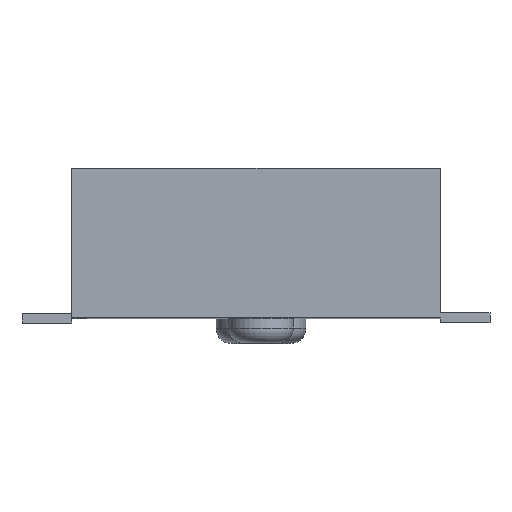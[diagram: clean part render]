
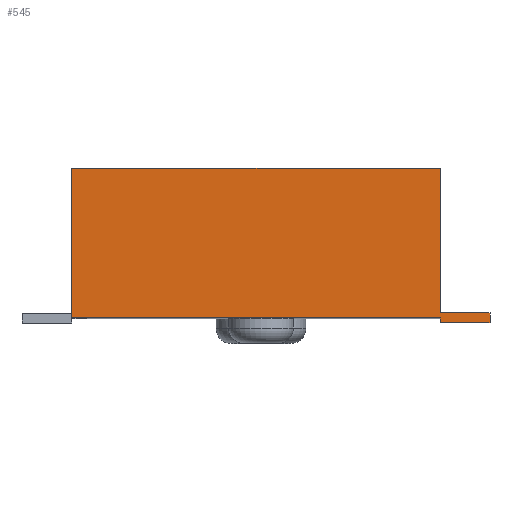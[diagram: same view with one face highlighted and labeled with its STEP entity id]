
A CAD part, top view. The second image highlights one B-rep face of the part: STEP entity #545.
In plain terms, the highlighted planar face has unit normal (0, 0, 1).
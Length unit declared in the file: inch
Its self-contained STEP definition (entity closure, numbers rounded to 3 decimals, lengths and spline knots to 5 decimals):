
#45 = ORIENTED_EDGE ( 'NONE', *, *, #470, .F. ) ;
#105 = VECTOR ( 'NONE', #1673, 39.37008 ) ;
#117 = ORIENTED_EDGE ( 'NONE', *, *, #3204, .F. ) ;
#181 = LINE ( 'NONE', #1177, #840 ) ;
#243 = EDGE_CURVE ( 'NONE', #2051, #1887, #588, .T. ) ;
#253 = VECTOR ( 'NONE', #1840, 39.37008 ) ;
#304 = CARTESIAN_POINT ( 'NONE',  ( 0.14173, 0.06496, 0.40945 ) ) ;
#432 = DIRECTION ( 'NONE',  ( 0., -1., 0. ) ) ;
#470 = EDGE_CURVE ( 'NONE', #2051, #1383, #2427, .T. ) ;
#508 = CARTESIAN_POINT ( 'NONE',  ( 0.14173, -0.05709, 0.40945 ) ) ;
#544 = CARTESIAN_POINT ( 'NONE',  ( -0.14961, -0.05315, 0.40945 ) ) ;
#545 = ADVANCED_FACE ( 'NONE', ( #1515 ), #3015, .F. ) ;
#588 = LINE ( 'NONE', #2395, #253 ) ;
#628 = CARTESIAN_POINT ( 'NONE',  ( 0.14173, -0.04921, 0.40945 ) ) ;
#683 = EDGE_LOOP ( 'NONE', ( #2929, #2950, #1838, #2114, #1606, #2949, #117, #45 ) ) ;
#748 = EDGE_CURVE ( 'NONE', #1887, #1077, #758, .T. ) ;
#758 = LINE ( 'NONE', #910, #105 ) ;
#812 = EDGE_CURVE ( 'NONE', #961, #1374, #3224, .T. ) ;
#840 = VECTOR ( 'NONE', #432, 39.37008 ) ;
#910 = CARTESIAN_POINT ( 'NONE',  ( 0.14173, 0.06496, 0.40945 ) ) ;
#928 = DIRECTION ( 'NONE',  ( 0., -1., 0. ) ) ;
#961 = VERTEX_POINT ( 'NONE', #1110 ) ;
#974 = CARTESIAN_POINT ( 'NONE',  ( -0.14961, -0.05315, 0.40945 ) ) ;
#1041 = EDGE_CURVE ( 'NONE', #1374, #1548, #1172, .T. ) ;
#1076 = VECTOR ( 'NONE', #1536, 39.37008 ) ;
#1077 = VERTEX_POINT ( 'NONE', #2546 ) ;
#1110 = CARTESIAN_POINT ( 'NONE',  ( -0.14961, 0.06496, 0.40945 ) ) ;
#1172 = LINE ( 'NONE', #974, #2189 ) ;
#1177 = CARTESIAN_POINT ( 'NONE',  ( 0.14173, -0.04921, 0.40945 ) ) ;
#1374 = VERTEX_POINT ( 'NONE', #544 ) ;
#1383 = VERTEX_POINT ( 'NONE', #1733 ) ;
#1423 = CARTESIAN_POINT ( 'NONE',  ( 0.1811, -0.04921, 0.40945 ) ) ;
#1436 = DIRECTION ( 'NONE',  ( -1., 0., 0. ) ) ;
#1515 = FACE_OUTER_BOUND ( 'NONE', #683, .T. ) ;
#1536 = DIRECTION ( 'NONE',  ( -1., 0., 0. ) ) ;
#1548 = VERTEX_POINT ( 'NONE', #3122 ) ;
#1580 = CARTESIAN_POINT ( 'NONE',  ( -0.14961, 0.06496, 0.40945 ) ) ;
#1606 = ORIENTED_EDGE ( 'NONE', *, *, #1041, .T. ) ;
#1670 = CARTESIAN_POINT ( 'NONE',  ( 0.14173, -0.05709, 0.40945 ) ) ;
#1673 = DIRECTION ( 'NONE',  ( 0., 1., 0. ) ) ;
#1700 = CARTESIAN_POINT ( 'NONE',  ( -0.14961, 0.06496, 0.40945 ) ) ;
#1723 = VERTEX_POINT ( 'NONE', #508 ) ;
#1733 = CARTESIAN_POINT ( 'NONE',  ( 0.1811, -0.05709, 0.40945 ) ) ;
#1838 = ORIENTED_EDGE ( 'NONE', *, *, #2146, .T. ) ;
#1840 = DIRECTION ( 'NONE',  ( -1., 0., 0. ) ) ;
#1887 = VERTEX_POINT ( 'NONE', #628 ) ;
#1975 = DIRECTION ( 'NONE',  ( 0., -1., 0. ) ) ;
#1991 = DIRECTION ( 'NONE',  ( -1., 0., 0. ) ) ;
#2001 = LINE ( 'NONE', #1580, #1076 ) ;
#2051 = VERTEX_POINT ( 'NONE', #3184 ) ;
#2114 = ORIENTED_EDGE ( 'NONE', *, *, #812, .T. ) ;
#2146 = EDGE_CURVE ( 'NONE', #1077, #961, #2001, .T. ) ;
#2189 = VECTOR ( 'NONE', #2418, 39.37008 ) ;
#2330 = VECTOR ( 'NONE', #928, 39.37008 ) ;
#2395 = CARTESIAN_POINT ( 'NONE',  ( 0.14173, -0.04921, 0.40945 ) ) ;
#2418 = DIRECTION ( 'NONE',  ( 1., 0., 0. ) ) ;
#2427 = LINE ( 'NONE', #1423, #2330 ) ;
#2445 = AXIS2_PLACEMENT_3D ( 'NONE', #304, #2567, #1991 ) ;
#2546 = CARTESIAN_POINT ( 'NONE',  ( 0.14173, 0.06496, 0.40945 ) ) ;
#2567 = DIRECTION ( 'NONE',  ( 0., 0., -1. ) ) ;
#2629 = EDGE_CURVE ( 'NONE', #1548, #1723, #181, .T. ) ;
#2800 = VECTOR ( 'NONE', #1436, 39.37008 ) ;
#2818 = VECTOR ( 'NONE', #1975, 39.37008 ) ;
#2929 = ORIENTED_EDGE ( 'NONE', *, *, #243, .T. ) ;
#2949 = ORIENTED_EDGE ( 'NONE', *, *, #2629, .T. ) ;
#2950 = ORIENTED_EDGE ( 'NONE', *, *, #748, .T. ) ;
#3015 = PLANE ( 'NONE',  #2445 ) ;
#3122 = CARTESIAN_POINT ( 'NONE',  ( 0.14173, -0.05315, 0.40945 ) ) ;
#3172 = LINE ( 'NONE', #1670, #2800 ) ;
#3184 = CARTESIAN_POINT ( 'NONE',  ( 0.1811, -0.04921, 0.40945 ) ) ;
#3204 = EDGE_CURVE ( 'NONE', #1383, #1723, #3172, .T. ) ;
#3224 = LINE ( 'NONE', #1700, #2818 ) ;
